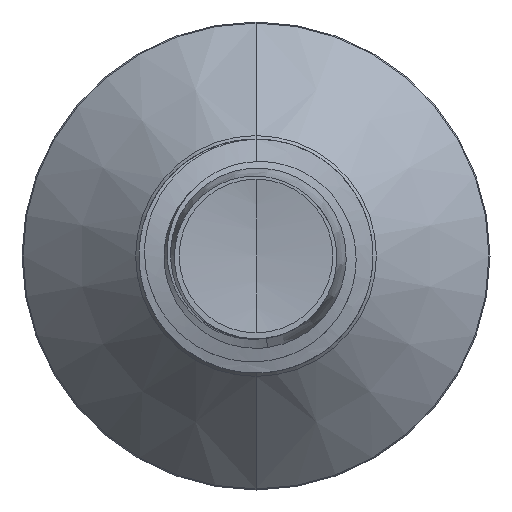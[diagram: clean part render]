
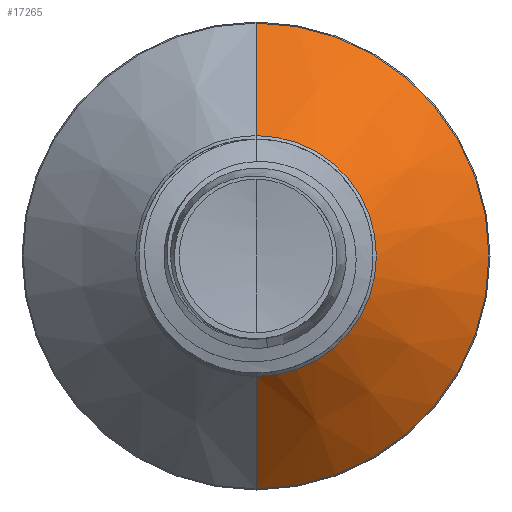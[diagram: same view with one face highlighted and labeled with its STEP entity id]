
A CAD part, front view. The second image highlights one B-rep face of the part: STEP entity #17265.
In plain terms, the highlighted conical face has half-angle 45 degrees and reference radius 3.088 mm.
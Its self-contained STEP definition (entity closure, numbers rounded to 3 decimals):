
#1653 = DIRECTION ( 'NONE',  ( 0., 0., 1. ) ) ;
#1941 = ORIENTED_EDGE ( 'NONE', *, *, #3912, .T. ) ;
#2764 = CONICAL_SURFACE ( 'NONE', #19410, 3.089, 0.785 ) ;
#3466 = CIRCLE ( 'NONE', #14456, 3.089 ) ;
#3587 = VERTEX_POINT ( 'NONE', #15600 ) ;
#3912 = EDGE_CURVE ( 'NONE', #3587, #7009, #18410, .T. ) ;
#4071 = EDGE_CURVE ( 'NONE', #8566, #3587, #3466, .T. ) ;
#5622 = EDGE_CURVE ( 'NONE', #15294, #7009, #8522, .T. ) ;
#5741 = CARTESIAN_POINT ( 'NONE',  ( 0., 16.624, -5.974 ) ) ;
#6616 = LINE ( 'NONE', #11239, #16401 ) ;
#7009 = VERTEX_POINT ( 'NONE', #5741 ) ;
#8023 = ORIENTED_EDGE ( 'NONE', *, *, #5622, .F. ) ;
#8522 = CIRCLE ( 'NONE', #13978, 5.974 ) ;
#8566 = VERTEX_POINT ( 'NONE', #20961 ) ;
#9166 = DIRECTION ( 'NONE',  ( 0., 1., 0. ) ) ;
#10597 = DIRECTION ( 'NONE',  ( 0., 0., 1. ) ) ;
#10604 = DIRECTION ( 'NONE',  ( 0., 1., 0. ) ) ;
#10626 = CARTESIAN_POINT ( 'NONE',  ( 0., 13.739, 0. ) ) ;
#10670 = EDGE_CURVE ( 'NONE', #8566, #15294, #6616, .T. ) ;
#11239 = CARTESIAN_POINT ( 'NONE',  ( 0., 13.739, 3.089 ) ) ;
#12329 = DIRECTION ( 'NONE',  ( 0., 0.707, -0.707 ) ) ;
#12378 = CARTESIAN_POINT ( 'NONE',  ( 0., 13.739, -3.089 ) ) ;
#13173 = ORIENTED_EDGE ( 'NONE', *, *, #10670, .F. ) ;
#13978 = AXIS2_PLACEMENT_3D ( 'NONE', #20371, #9166, #21984 ) ;
#14456 = AXIS2_PLACEMENT_3D ( 'NONE', #10626, #10604, #10597 ) ;
#15169 = FACE_OUTER_BOUND ( 'NONE', #16211, .T. ) ;
#15294 = VERTEX_POINT ( 'NONE', #15563 ) ;
#15563 = CARTESIAN_POINT ( 'NONE',  ( 0., 16.624, 5.974 ) ) ;
#15600 = CARTESIAN_POINT ( 'NONE',  ( 0., 13.739, -3.089 ) ) ;
#16211 = EDGE_LOOP ( 'NONE', ( #21108, #1941, #8023, #13173 ) ) ;
#16401 = VECTOR ( 'NONE', #22065, 1000. ) ;
#17265 = ADVANCED_FACE ( 'NONE', ( #15169 ), #2764, .T. ) ;
#18410 = LINE ( 'NONE', #12378, #18932 ) ;
#18932 = VECTOR ( 'NONE', #12329, 1000. ) ;
#19181 = CARTESIAN_POINT ( 'NONE',  ( 0., 13.739, 0. ) ) ;
#19410 = AXIS2_PLACEMENT_3D ( 'NONE', #19181, #20873, #1653 ) ;
#20371 = CARTESIAN_POINT ( 'NONE',  ( 0., 16.624, 0. ) ) ;
#20873 = DIRECTION ( 'NONE',  ( 0., 1., 0. ) ) ;
#20961 = CARTESIAN_POINT ( 'NONE',  ( 0., 13.739, 3.089 ) ) ;
#21108 = ORIENTED_EDGE ( 'NONE', *, *, #4071, .T. ) ;
#21984 = DIRECTION ( 'NONE',  ( 0., 0., 1. ) ) ;
#22065 = DIRECTION ( 'NONE',  ( 0., 0.707, 0.707 ) ) ;
